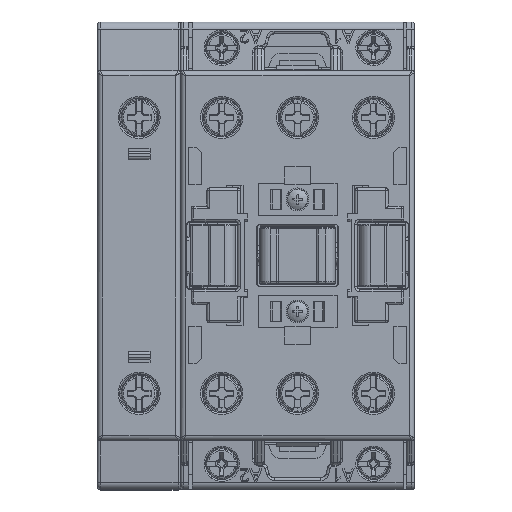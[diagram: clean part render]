
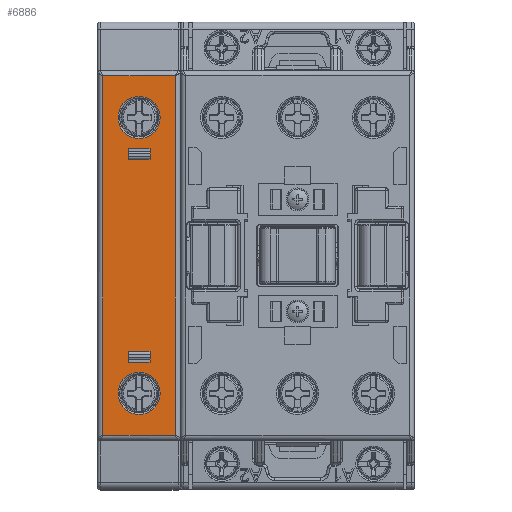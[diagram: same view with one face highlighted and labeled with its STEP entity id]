
A CAD part, top view. The second image highlights one B-rep face of the part: STEP entity #6886.
In plain terms, the highlighted planar face has unit normal (0, 0, 1).
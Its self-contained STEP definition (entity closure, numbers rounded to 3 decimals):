
#356=FACE_BOUND('',#14832,.T.);
#357=FACE_BOUND('',#14833,.T.);
#358=FACE_BOUND('',#14834,.T.);
#359=FACE_BOUND('',#14835,.T.);
#360=FACE_BOUND('',#14836,.T.);
#4118=PLANE('',#85259);
#6886=ADVANCED_FACE('',(#356,#357,#358,#359,#360),#4118,.T.);
#14832=EDGE_LOOP('',(#46849,#46850,#46851,#46852));
#14833=EDGE_LOOP('',(#46853));
#14834=EDGE_LOOP('',(#46854));
#14835=EDGE_LOOP('',(#46855,#46856,#46857,#46858));
#14836=EDGE_LOOP('',(#46859,#46860,#46861,#46862));
#21469=LINE('',#140642,#30486);
#21473=LINE('',#140651,#30490);
#21477=LINE('',#140660,#30494);
#21494=LINE('',#140697,#30511);
#21505=LINE('',#140724,#30522);
#21506=LINE('',#140732,#30523);
#21525=LINE('',#140786,#30542);
#21534=LINE('',#140938,#30551);
#21551=LINE('',#140985,#30568);
#21604=LINE('',#141087,#30621);
#21605=LINE('',#141089,#30622);
#21606=LINE('',#141094,#30623);
#30486=VECTOR('',#101398,1.);
#30490=VECTOR('',#101404,1.);
#30494=VECTOR('',#101410,1.);
#30511=VECTOR('',#101433,1.);
#30522=VECTOR('',#101452,1.);
#30523=VECTOR('',#101455,1.);
#30542=VECTOR('',#101484,1.);
#30551=VECTOR('',#101513,1.);
#30568=VECTOR('',#101556,1.);
#30621=VECTOR('',#101627,1.);
#30622=VECTOR('',#101630,1.);
#30623=VECTOR('',#101635,1.);
#46849=ORIENTED_EDGE('',*,*,#72720,.F.);
#46850=ORIENTED_EDGE('',*,*,#72762,.F.);
#46851=ORIENTED_EDGE('',*,*,#72839,.F.);
#46852=ORIENTED_EDGE('',*,*,#72741,.F.);
#46853=ORIENTED_EDGE('',*,*,#72840,.F.);
#46854=ORIENTED_EDGE('',*,*,#72841,.F.);
#46855=ORIENTED_EDGE('',*,*,#72686,.T.);
#46856=ORIENTED_EDGE('',*,*,#72704,.T.);
#46857=ORIENTED_EDGE('',*,*,#72682,.T.);
#46858=ORIENTED_EDGE('',*,*,#72785,.T.);
#46859=ORIENTED_EDGE('',*,*,#72838,.T.);
#46860=ORIENTED_EDGE('',*,*,#72842,.T.);
#46861=ORIENTED_EDGE('',*,*,#72678,.T.);
#46862=ORIENTED_EDGE('',*,*,#72718,.T.);
#60726=VERTEX_POINT('',#140641);
#60727=VERTEX_POINT('',#140643);
#60730=VERTEX_POINT('',#140650);
#60731=VERTEX_POINT('',#140652);
#60734=VERTEX_POINT('',#140659);
#60735=VERTEX_POINT('',#140661);
#60763=VERTEX_POINT('',#140723);
#60764=VERTEX_POINT('',#140731);
#60765=VERTEX_POINT('',#140733);
#60783=VERTEX_POINT('',#140787);
#60794=VERTEX_POINT('',#140936);
#60847=VERTEX_POINT('',#141086);
#60848=VERTEX_POINT('',#141091);
#60849=VERTEX_POINT('',#141093);
#72678=EDGE_CURVE('',#60727,#60726,#21469,.T.);
#72682=EDGE_CURVE('',#60731,#60730,#21473,.T.);
#72686=EDGE_CURVE('',#60735,#60734,#21477,.T.);
#72704=EDGE_CURVE('',#60734,#60731,#21494,.T.);
#72718=EDGE_CURVE('',#60726,#60763,#21505,.T.);
#72720=EDGE_CURVE('',#60764,#60765,#21506,.T.);
#72741=EDGE_CURVE('',#60765,#60783,#21525,.T.);
#72762=EDGE_CURVE('',#60794,#60764,#21534,.T.);
#72785=EDGE_CURVE('',#60730,#60735,#21551,.T.);
#72838=EDGE_CURVE('',#60763,#60847,#21604,.T.);
#72839=EDGE_CURVE('',#60783,#60794,#21605,.T.);
#72840=EDGE_CURVE('',#60848,#60848,#79627,.T.);
#72841=EDGE_CURVE('',#60849,#60849,#79628,.T.);
#72842=EDGE_CURVE('',#60847,#60727,#21606,.T.);
#79627=CIRCLE('',#85257,4.05);
#79628=CIRCLE('',#85258,4.05);
#85257=AXIS2_PLACEMENT_3D('',#141090,#101631,#101632);
#85258=AXIS2_PLACEMENT_3D('',#141092,#101633,#101634);
#85259=AXIS2_PLACEMENT_3D('',#141095,#101636,#101637);
#101398=DIRECTION('',(0.,1.,0.));
#101404=DIRECTION('',(0.,1.,0.));
#101410=DIRECTION('',(0.,-1.,0.));
#101433=DIRECTION('',(-1.,0.,0.));
#101452=DIRECTION('',(1.,0.,0.));
#101455=DIRECTION('',(0.,1.,0.));
#101484=DIRECTION('',(1.,0.,0.));
#101513=DIRECTION('',(-1.,0.,0.));
#101556=DIRECTION('',(1.,0.,0.));
#101627=DIRECTION('',(0.,-1.,0.));
#101630=DIRECTION('',(0.,-1.,0.));
#101631=DIRECTION('',(0.,0.,1.));
#101632=DIRECTION('',(0.,1.,0.));
#101633=DIRECTION('',(0.,0.,1.));
#101634=DIRECTION('',(0.,1.,0.));
#101635=DIRECTION('',(-1.,0.,0.));
#101636=DIRECTION('',(0.,0.,1.));
#101637=DIRECTION('',(0.,-1.,0.));
#140641=CARTESIAN_POINT('',(-32.6,-18.488,84.5));
#140642=CARTESIAN_POINT('',(-32.6,-9.325,84.5));
#140643=CARTESIAN_POINT('',(-32.6,-20.54,84.5));
#140650=CARTESIAN_POINT('',(-32.6,20.54,84.5));
#140651=CARTESIAN_POINT('',(-32.6,9.325,84.5));
#140652=CARTESIAN_POINT('',(-32.6,18.488,84.5));
#140659=CARTESIAN_POINT('',(-28.4,18.488,84.5));
#140660=CARTESIAN_POINT('',(-28.4,10.27,84.5));
#140661=CARTESIAN_POINT('',(-28.4,20.54,84.5));
#140697=CARTESIAN_POINT('',(-30.5,18.488,84.5));
#140723=CARTESIAN_POINT('',(-28.4,-18.488,84.5));
#140724=CARTESIAN_POINT('',(-30.5,-18.488,84.5));
#140731=CARTESIAN_POINT('',(-37.5,-34.6,84.5));
#140732=CARTESIAN_POINT('',(-37.5,-17.8,84.5));
#140733=CARTESIAN_POINT('',(-37.5,34.6,84.5));
#140786=CARTESIAN_POINT('',(-34.5,34.6,84.5));
#140787=CARTESIAN_POINT('',(-23.5,34.6,84.5));
#140936=CARTESIAN_POINT('',(-23.5,-34.6,84.5));
#140938=CARTESIAN_POINT('',(-26.5,-34.6,84.5));
#140985=CARTESIAN_POINT('',(-31.55,20.54,84.5));
#141086=CARTESIAN_POINT('',(-28.4,-20.54,84.5));
#141087=CARTESIAN_POINT('',(-28.4,-10.27,84.5));
#141089=CARTESIAN_POINT('',(-23.5,17.8,84.5));
#141090=CARTESIAN_POINT('',(-30.5,-26.55,84.5));
#141091=CARTESIAN_POINT('',(-30.5,-30.6,84.5));
#141092=CARTESIAN_POINT('',(-30.5,26.55,84.5));
#141093=CARTESIAN_POINT('',(-30.5,22.5,84.5));
#141094=CARTESIAN_POINT('',(-31.55,-20.54,84.5));
#141095=CARTESIAN_POINT('',(-30.5,0.,84.5));
